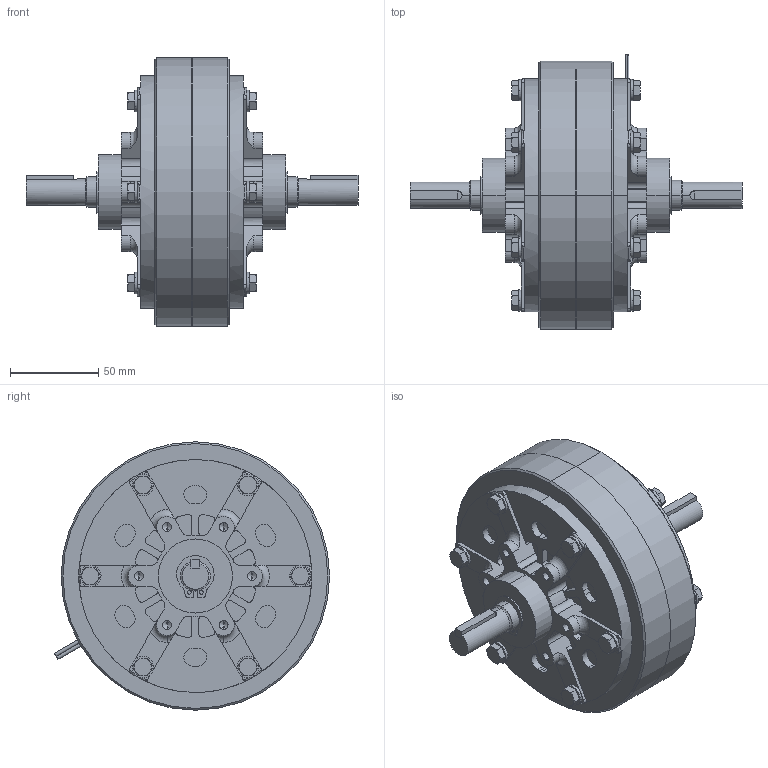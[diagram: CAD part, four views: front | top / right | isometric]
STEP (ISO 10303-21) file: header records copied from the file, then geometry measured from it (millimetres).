
FILE_DESCRIPTION (( 'STEP AP203' ), '1' );
FILE_NAME ('YPP616696.STEP', '2020-12-25T00:47:30', ( '' ), ( '' ), 'SwSTEP 2.0', 'SolidWorks 2016', '' );
FILE_SCHEMA (( 'CONFIG_CONTROL_DESIGN' ));
Length unit declared in the file: millimetre
Products named in the file (1): YPP616696
Bounding box: 188 x 155.81 x 152 mm (x, y, z)
Volume: 1081854.4 mm3; surface area: 137197.7 mm2
Topology: 33 solids, 33 shells, 812 faces, 2112 edges, 1362 vertices
Faces by surface type: cylinder 420, plane 280, cone 76, torus 36
Entity records: 25945 total; most frequent: CARTESIAN_POINT 5587, DIRECTION 4482, ORIENTED_EDGE 4128, EDGE_CURVE 2064, AXIS2_PLACEMENT_3D 1769, VERTEX_POINT 1362, CIRCLE 956, VECTOR 944
